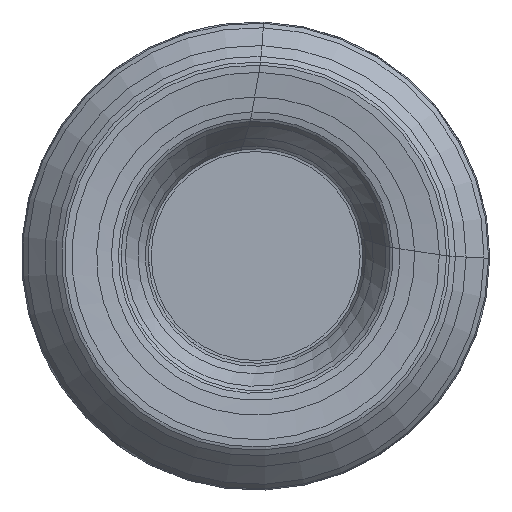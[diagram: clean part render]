
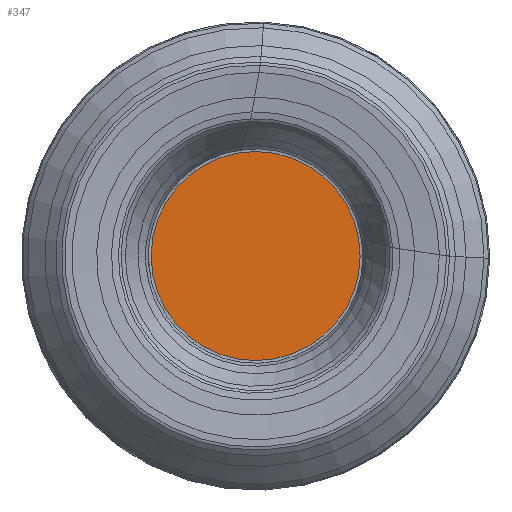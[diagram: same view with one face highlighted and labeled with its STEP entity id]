
A CAD part, left-side view. The second image highlights one B-rep face of the part: STEP entity #347.
In plain terms, the highlighted planar face has unit normal (-1, 0, 0).
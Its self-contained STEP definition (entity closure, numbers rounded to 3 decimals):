
#257=PLANE('',#1498);
#347=ADVANCED_FACE('',(#488),#257,.F.);
#488=FACE_OUTER_BOUND('',#596,.T.);
#596=EDGE_LOOP('',(#1017));
#699=CIRCLE('',#1496,16.966);
#1017=ORIENTED_EDGE('',*,*,#1265,.T.);
#1106=VERTEX_POINT('',#3030);
#1265=EDGE_CURVE('',#1106,#1106,#699,.T.);
#1496=AXIS2_PLACEMENT_3D('',#3029,#1795,#1796);
#1498=AXIS2_PLACEMENT_3D('',#3032,#1799,#1800);
#1795=DIRECTION('',(-1.,0.,0.));
#1796=DIRECTION('',(0.,0.,1.));
#1799=DIRECTION('',(1.,0.,0.));
#1800=DIRECTION('',(0.,0.,-1.));
#3029=CARTESIAN_POINT('',(9.,0.,0.));
#3030=CARTESIAN_POINT('',(9.,0.,16.966));
#3032=CARTESIAN_POINT('',(9.,16.966,0.));
